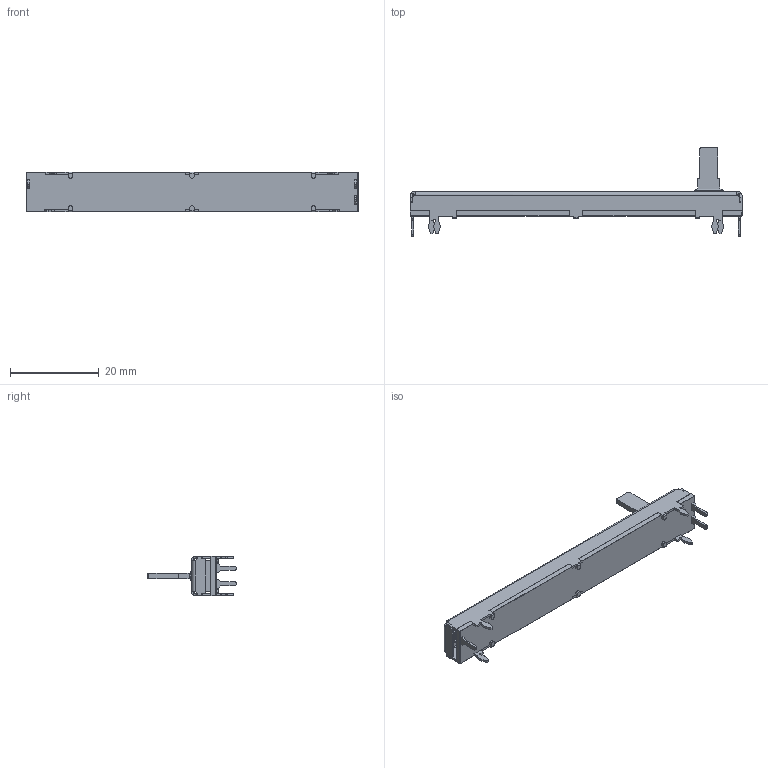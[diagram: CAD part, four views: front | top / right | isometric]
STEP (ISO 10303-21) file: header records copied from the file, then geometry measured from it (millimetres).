
FILE_DESCRIPTION (( 'STEP AP214' ), '1' );
FILE_NAME ('PS60-10MC1BR10K.STEP', '2024-12-10T09:45:19', ( '' ), ( '' ), 'SwSTEP 2.0', 'SolidWorks 2016', '' );
FILE_SCHEMA (( 'AUTOMOTIVE_DESIGN' ));
Length unit declared in the file: millimetre
Products named in the file (1): PS60-10MC1BR10K
Bounding box: 75 x 20.1 x 9 mm (x, y, z)
Volume: 1583.9 mm3; surface area: 4451.6 mm2
Topology: 3 solids, 3 shells, 378 faces, 1038 edges, 658 vertices
Faces by surface type: plane 215, cylinder 131, bspline 10, sphere 8, cone 8, torus 6
Entity records: 15338 total; most frequent: CARTESIAN_POINT 4735, ORIENTED_EDGE 2052, DIRECTION 1870, EDGE_CURVE 1026, LINE 728, VECTOR 728, VERTEX_POINT 658, AXIS2_PLACEMENT_3D 571
